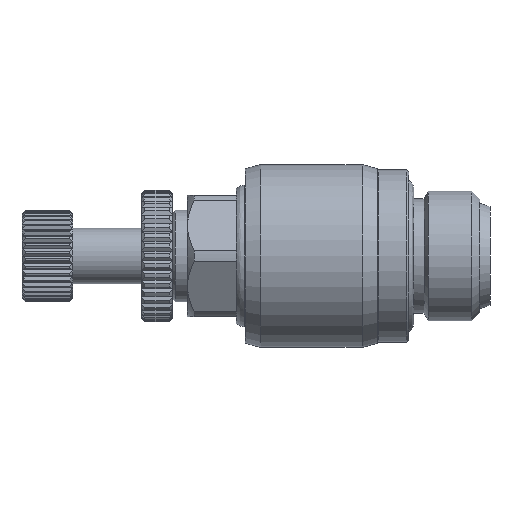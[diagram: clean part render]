
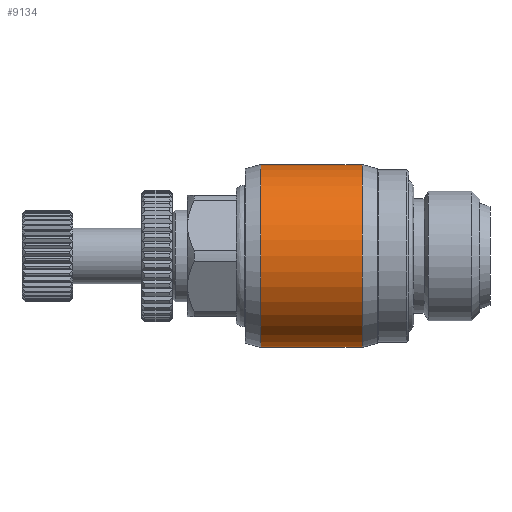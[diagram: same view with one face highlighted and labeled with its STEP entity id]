
A CAD part, left-side view. The second image highlights one B-rep face of the part: STEP entity #9134.
In plain terms, the highlighted cylindrical face has radius 9 mm (diameter 18 mm), a partial arc.
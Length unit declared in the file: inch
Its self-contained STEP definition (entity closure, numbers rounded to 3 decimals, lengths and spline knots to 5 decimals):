
#228 = EDGE_CURVE ( 'NONE', #3381, #4544, #2597, .T. ) ;
#487 = CIRCLE ( 'NONE', #9231, 0.35433 ) ;
#820 = AXIS2_PLACEMENT_3D ( 'NONE', #3892, #11938, #5073 ) ;
#930 = DIRECTION ( 'NONE',  ( 0., 1., 0. ) ) ;
#1221 = CARTESIAN_POINT ( 'NONE',  ( 0., 0.69291, 0.35433 ) ) ;
#2393 = CARTESIAN_POINT ( 'NONE',  ( 0., 0.49606, 0.35433 ) ) ;
#2597 = LINE ( 'NONE', #14715, #11401 ) ;
#3362 = VERTEX_POINT ( 'NONE', #2393 ) ;
#3381 = VERTEX_POINT ( 'NONE', #12785 ) ;
#3892 = CARTESIAN_POINT ( 'NONE',  ( 0., 0.88976, 0. ) ) ;
#3919 = LINE ( 'NONE', #1221, #12325 ) ;
#4129 = FACE_OUTER_BOUND ( 'NONE', #7356, .T. ) ;
#4302 = CIRCLE ( 'NONE', #820, 0.35433 ) ;
#4544 = VERTEX_POINT ( 'NONE', #5136 ) ;
#4694 = ORIENTED_EDGE ( 'NONE', *, *, #12146, .T. ) ;
#4885 = AXIS2_PLACEMENT_3D ( 'NONE', #12153, #9897, #6427 ) ;
#4948 = ORIENTED_EDGE ( 'NONE', *, *, #228, .F. ) ;
#5073 = DIRECTION ( 'NONE',  ( 0., 0., 1. ) ) ;
#5136 = CARTESIAN_POINT ( 'NONE',  ( 0., 0.88976, -0.35433 ) ) ;
#5680 = DIRECTION ( 'NONE',  ( 0., 1., 0. ) ) ;
#6427 = DIRECTION ( 'NONE',  ( 0., 0., 1. ) ) ;
#7356 = EDGE_LOOP ( 'NONE', ( #4948, #13621, #7487, #4694 ) ) ;
#7487 = ORIENTED_EDGE ( 'NONE', *, *, #13635, .T. ) ;
#8592 = VERTEX_POINT ( 'NONE', #14228 ) ;
#9134 = ADVANCED_FACE ( 'NONE', ( #4129 ), #12907, .T. ) ;
#9231 = AXIS2_PLACEMENT_3D ( 'NONE', #12527, #5680, #13680 ) ;
#9263 = DIRECTION ( 'NONE',  ( 0., 1., 0. ) ) ;
#9897 = DIRECTION ( 'NONE',  ( 0., 1., 0. ) ) ;
#11401 = VECTOR ( 'NONE', #930, 39.37008 ) ;
#11938 = DIRECTION ( 'NONE',  ( 0., -1., 0. ) ) ;
#12146 = EDGE_CURVE ( 'NONE', #8592, #4544, #4302, .T. ) ;
#12153 = CARTESIAN_POINT ( 'NONE',  ( 0., 0.69291, 0. ) ) ;
#12325 = VECTOR ( 'NONE', #9263, 39.37008 ) ;
#12527 = CARTESIAN_POINT ( 'NONE',  ( 0., 0.49606, 0. ) ) ;
#12785 = CARTESIAN_POINT ( 'NONE',  ( 0., 0.49606, -0.35433 ) ) ;
#12907 = CYLINDRICAL_SURFACE ( 'NONE', #4885, 0.35433 ) ;
#13003 = EDGE_CURVE ( 'NONE', #3381, #3362, #487, .T. ) ;
#13621 = ORIENTED_EDGE ( 'NONE', *, *, #13003, .T. ) ;
#13635 = EDGE_CURVE ( 'NONE', #3362, #8592, #3919, .T. ) ;
#13680 = DIRECTION ( 'NONE',  ( 0., 0., 1. ) ) ;
#14228 = CARTESIAN_POINT ( 'NONE',  ( 0., 0.88976, 0.35433 ) ) ;
#14715 = CARTESIAN_POINT ( 'NONE',  ( 0., 0.69291, -0.35433 ) ) ;
